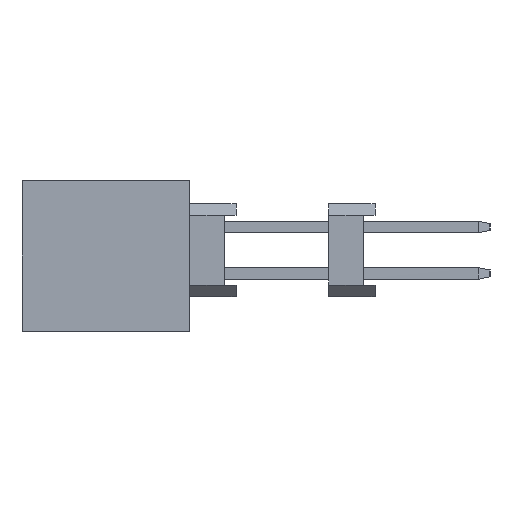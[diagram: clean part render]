
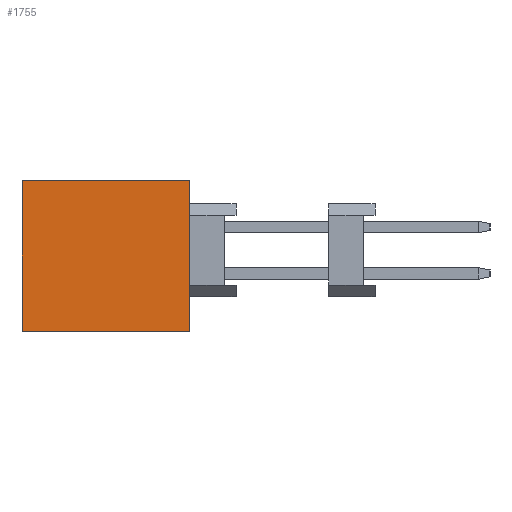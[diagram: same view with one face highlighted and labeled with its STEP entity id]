
A CAD part, left-side view. The second image highlights one B-rep face of the part: STEP entity #1755.
In plain terms, the highlighted planar face has unit normal (-1, 0, 0).
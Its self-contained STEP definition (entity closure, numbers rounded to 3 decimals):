
#79=CARTESIAN_POINT('',(0.,7.2,0.));
#80=VERTEX_POINT('',#79);
#90=CARTESIAN_POINT('',(0.,0.,0.));
#91=VERTEX_POINT('',#90);
#92=CARTESIAN_POINT('',(0.,7.2,0.));
#93=CARTESIAN_POINT('',(0.,5.76,0.));
#94=CARTESIAN_POINT('',(0.,4.32,0.));
#95=CARTESIAN_POINT('',(0.,2.88,0.));
#96=CARTESIAN_POINT('',(0.,1.44,0.));
#97=CARTESIAN_POINT('',(0.,0.,0.));
#98=B_SPLINE_CURVE_WITH_KNOTS('',5,(#92,#93,#94,#95,#96,#97),.UNSPECIFIED.,.F.,.U.,(6,6),(0.,7.2),.UNSPECIFIED.);
#99=EDGE_CURVE('',#80,#91,#98,.T.);
#1693=CARTESIAN_POINT('',(0.,7.2,-6.5));
#1694=VERTEX_POINT('',#1693);
#1704=CARTESIAN_POINT('',(0.,7.2,-6.5));
#1705=CARTESIAN_POINT('',(0.,7.2,-5.2));
#1706=CARTESIAN_POINT('',(0.,7.2,-3.9));
#1707=CARTESIAN_POINT('',(0.,7.2,-2.6));
#1708=CARTESIAN_POINT('',(0.,7.2,-1.3));
#1709=CARTESIAN_POINT('',(0.,7.2,0.));
#1710=B_SPLINE_CURVE_WITH_KNOTS('',5,(#1704,#1705,#1706,#1707,#1708,#1709),.UNSPECIFIED.,.F.,.U.,(6,6),(0.,6.5),.UNSPECIFIED.);
#1711=EDGE_CURVE('',#1694,#80,#1710,.T.);
#1726=CARTESIAN_POINT('',(0.,3.6,-3.25));
#1727=DIRECTION('',(0.,0.,1.));
#1728=DIRECTION('',(-1.,0.,0.));
#1729=AXIS2_PLACEMENT_3D('',#1726,#1728,#1727);
#1730=PLANE('',#1729);
#1731=ORIENTED_EDGE('',*,*,#99,.F.);
#1732=ORIENTED_EDGE('',*,*,#1711,.F.);
#1733=CARTESIAN_POINT('',(0.,0.,-6.5));
#1734=VERTEX_POINT('',#1733);
#1735=CARTESIAN_POINT('',(0.,7.2,-6.5));
#1736=CARTESIAN_POINT('',(0.,5.76,-6.5));
#1737=CARTESIAN_POINT('',(0.,4.32,-6.5));
#1738=CARTESIAN_POINT('',(0.,2.88,-6.5));
#1739=CARTESIAN_POINT('',(0.,1.44,-6.5));
#1740=CARTESIAN_POINT('',(0.,0.,-6.5));
#1741=B_SPLINE_CURVE_WITH_KNOTS('',5,(#1735,#1736,#1737,#1738,#1739,#1740),.UNSPECIFIED.,.F.,.U.,(6,6),(0.,7.2),.UNSPECIFIED.);
#1742=EDGE_CURVE('',#1694,#1734,#1741,.T.);
#1743=ORIENTED_EDGE('',*,*,#1742,.T.);
#1744=CARTESIAN_POINT('',(0.,0.,-6.5));
#1745=CARTESIAN_POINT('',(0.,0.,-5.2));
#1746=CARTESIAN_POINT('',(0.,0.,-3.9));
#1747=CARTESIAN_POINT('',(0.,0.,-2.6));
#1748=CARTESIAN_POINT('',(0.,0.,-1.3));
#1749=CARTESIAN_POINT('',(0.,0.,0.));
#1750=B_SPLINE_CURVE_WITH_KNOTS('',5,(#1744,#1745,#1746,#1747,#1748,#1749),.UNSPECIFIED.,.F.,.U.,(6,6),(0.,6.5),.UNSPECIFIED.);
#1751=EDGE_CURVE('',#1734,#91,#1750,.T.);
#1752=ORIENTED_EDGE('',*,*,#1751,.T.);
#1753=EDGE_LOOP('',(#1731,#1732,#1743,#1752));
#1754=FACE_OUTER_BOUND('',#1753,.T.);
#1755=ADVANCED_FACE('',(#1754),#1730,.T.);
